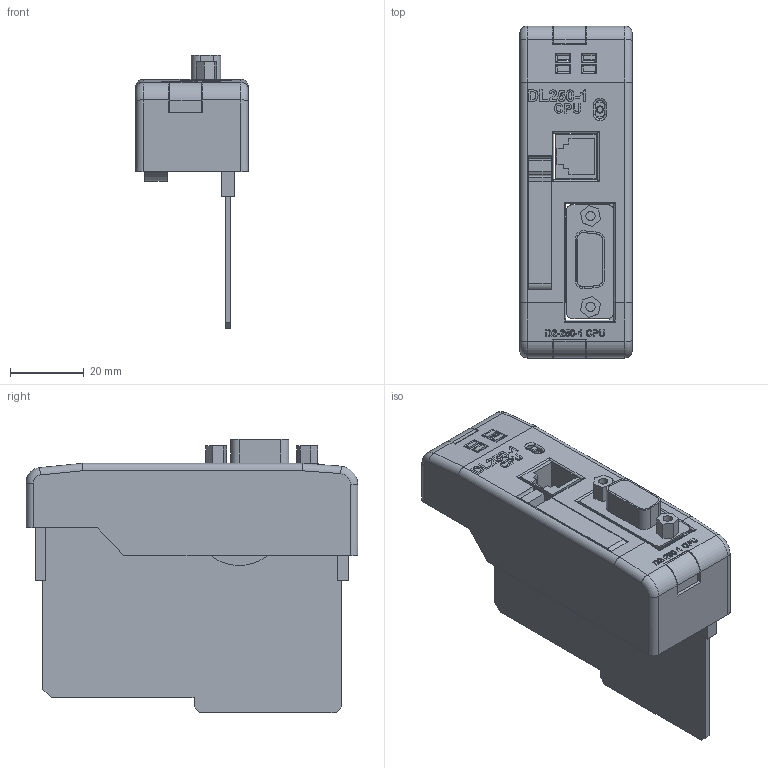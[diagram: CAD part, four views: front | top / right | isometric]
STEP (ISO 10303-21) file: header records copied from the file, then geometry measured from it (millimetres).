
FILE_DESCRIPTION (( 'STEP AP214' ), '1' );
FILE_NAME ('D2-250-1.STEP', '2011-02-04T21:05:13', ( ' ' ), ( ' ' ), 'SwSTEP 2.0', 'SolidWorks 2009', '' );
FILE_SCHEMA (( 'AUTOMOTIVE_DESIGN' ));
Length unit declared in the file: millimetre
Products named in the file (1): D2-250-1
Bounding box: 30.5 x 90 x 74.07 mm (x, y, z)
Volume: 24901 mm3; surface area: 33750.7 mm2
Topology: 6 solids, 6 shells, 637 faces, 1764 edges, 1158 vertices
Faces by surface type: plane 375, bspline 139, cylinder 108, torus 15
Entity records: 33375 total; most frequent: CARTESIAN_POINT 11701, ORIENTED_EDGE 3528, DIRECTION 2598, EDGE_CURVE 1764, VECTOR 1236, LINE 1236, VERTEX_POINT 1158, EDGE_LOOP 690
